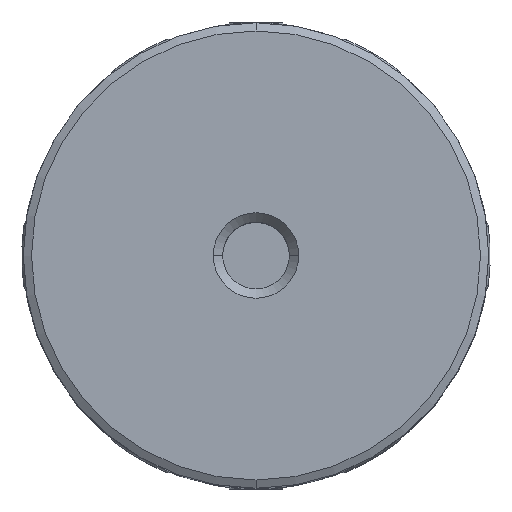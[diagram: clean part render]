
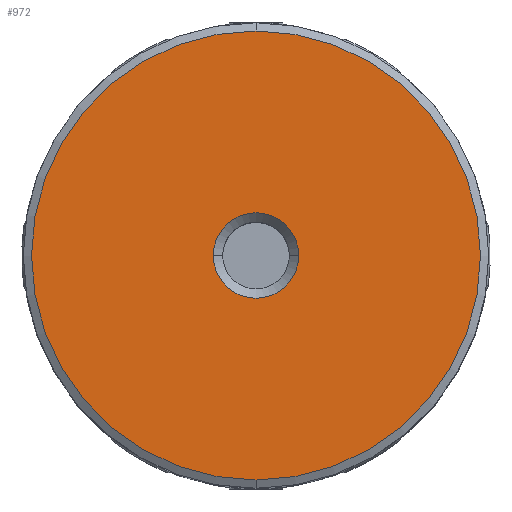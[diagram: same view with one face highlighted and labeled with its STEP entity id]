
A CAD part, top view. The second image highlights one B-rep face of the part: STEP entity #972.
In plain terms, the highlighted face is planar.
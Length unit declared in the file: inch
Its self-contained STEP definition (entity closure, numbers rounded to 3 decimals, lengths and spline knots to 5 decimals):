
#2=CARTESIAN_POINT('',(0.,0.,-0.815));
#3=DIRECTION('',(0.,0.,1.));
#4=DIRECTION('',(0.,1.,0.));
#5=AXIS2_PLACEMENT_3D('',#2,#3,#4);
#7=CARTESIAN_POINT('',(0.,0.,-0.815));
#8=DIRECTION('',(0.,0.,1.));
#9=DIRECTION('',(0.,-1.,0.));
#10=AXIS2_PLACEMENT_3D('',#7,#8,#9);
#12=CARTESIAN_POINT('',(0.,0.,-0.815));
#13=DIRECTION('',(0.,0.,1.));
#14=DIRECTION('',(1.,0.,0.));
#15=AXIS2_PLACEMENT_3D('',#12,#13,#14);
#17=CARTESIAN_POINT('',(0.,0.,-0.815));
#18=DIRECTION('',(0.,0.,1.));
#19=DIRECTION('',(-1.,0.,0.));
#20=AXIS2_PLACEMENT_3D('',#17,#18,#19);
#795=CARTESIAN_POINT('',(0.,0.844,-0.815));
#796=CARTESIAN_POINT('',(0.,-0.844,-0.815));
#797=VERTEX_POINT('',#795);
#798=VERTEX_POINT('',#796);
#803=CARTESIAN_POINT('',(0.1605,0.,-0.815));
#804=CARTESIAN_POINT('',(-0.1605,0.,-0.815));
#805=VERTEX_POINT('',#803);
#806=VERTEX_POINT('',#804);
#955=CARTESIAN_POINT('',(0.,0.,-0.815));
#956=DIRECTION('',(0.,0.,1.));
#957=DIRECTION('',(0.,1.,0.));
#958=AXIS2_PLACEMENT_3D('',#955,#956,#957);
#959=PLANE('',#958);
#961=ORIENTED_EDGE('',*,*,#960,.T.);
#963=ORIENTED_EDGE('',*,*,#962,.T.);
#964=EDGE_LOOP('',(#961,#963));
#965=FACE_OUTER_BOUND('',#964,.F.);
#967=ORIENTED_EDGE('',*,*,#966,.F.);
#969=ORIENTED_EDGE('',*,*,#968,.F.);
#970=EDGE_LOOP('',(#967,#969));
#971=FACE_BOUND('',#970,.F.);
#972=ADVANCED_FACE('',(#965,#971),#959,.F.);
#6=CIRCLE('',#5,0.844);
#11=CIRCLE('',#10,0.844);
#16=CIRCLE('',#15,0.1605);
#21=CIRCLE('',#20,0.1605);
#960=EDGE_CURVE('',#797,#798,#6,.T.);
#962=EDGE_CURVE('',#798,#797,#11,.T.);
#966=EDGE_CURVE('',#805,#806,#16,.T.);
#968=EDGE_CURVE('',#806,#805,#21,.T.);
